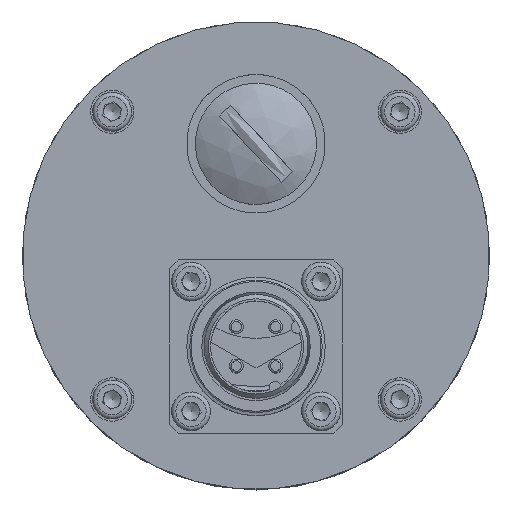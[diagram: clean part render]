
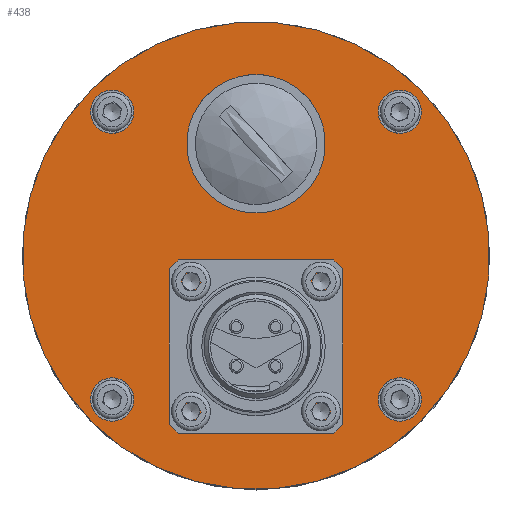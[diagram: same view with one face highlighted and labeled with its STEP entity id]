
A CAD part, top view. The second image highlights one B-rep face of the part: STEP entity #438.
In plain terms, the highlighted planar face has unit normal (0, 0, 1).
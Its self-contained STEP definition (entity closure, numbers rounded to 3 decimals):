
#46 = EDGE_LOOP ( 'NONE', ( #3168 ) ) ;
#65 = FACE_BOUND ( 'NONE', #2418, .T. ) ;
#153 = AXIS2_PLACEMENT_3D ( 'NONE', #1418, #4068, #1793 ) ;
#178 = CIRCLE ( 'NONE', #498, 2.5 ) ;
#214 = DIRECTION ( 'NONE',  ( 0.707, -0.707, 0. ) ) ;
#251 = DIRECTION ( 'NONE',  ( 0.707, -0.707, 0. ) ) ;
#318 = EDGE_CURVE ( 'NONE', #4578, #4578, #928, .T. ) ;
#325 = DIRECTION ( 'NONE',  ( 0.707, -0.707, 0. ) ) ;
#338 = EDGE_CURVE ( 'NONE', #2569, #2569, #3826, .T. ) ;
#376 = CARTESIAN_POINT ( 'NONE',  ( 0., -10.5, 23. ) ) ;
#413 = CARTESIAN_POINT ( 'NONE',  ( -6.775, -3.725, 23. ) ) ;
#438 = ADVANCED_FACE ( 'NONE', ( #3096, #1066, #65, #3986, #2973, #441, #1341, #1953, #965, #4857, #3867 ), #3480, .F. ) ;
#441 = FACE_BOUND ( 'NONE', #3125, .T. ) ;
#498 = AXIS2_PLACEMENT_3D ( 'NONE', #4869, #2604, #325 ) ;
#509 = ORIENTED_EDGE ( 'NONE', *, *, #4712, .F. ) ;
#575 = EDGE_CURVE ( 'NONE', #4451, #4451, #3922, .T. ) ;
#638 = EDGE_LOOP ( 'NONE', ( #1339 ) ) ;
#659 = EDGE_CURVE ( 'NONE', #3467, #3467, #3683, .T. ) ;
#759 = CARTESIAN_POINT ( 'NONE',  ( 0., 0., 23. ) ) ;
#760 = DIRECTION ( 'NONE',  ( 0.707, -0.707, 0. ) ) ;
#779 = CARTESIAN_POINT ( 'NONE',  ( -6.775, -18.725, 23. ) ) ;
#817 = CARTESIAN_POINT ( 'NONE',  ( 18.385, 14.849, 23. ) ) ;
#905 = EDGE_LOOP ( 'NONE', ( #509 ) ) ;
#928 = CIRCLE ( 'NONE', #4291, 1.025 ) ;
#941 = EDGE_CURVE ( 'NONE', #3239, #3239, #4737, .T. ) ;
#965 = FACE_BOUND ( 'NONE', #3889, .T. ) ;
#988 = VERTEX_POINT ( 'NONE', #817 ) ;
#1035 = CARTESIAN_POINT ( 'NONE',  ( -7.5, -18., 23. ) ) ;
#1066 = FACE_BOUND ( 'NONE', #4461, .T. ) ;
#1147 = DIRECTION ( 'NONE',  ( 0.707, -0.707, 0. ) ) ;
#1217 = AXIS2_PLACEMENT_3D ( 'NONE', #4792, #2528, #251 ) ;
#1339 = ORIENTED_EDGE ( 'NONE', *, *, #3058, .F. ) ;
#1341 = FACE_BOUND ( 'NONE', #2210, .T. ) ;
#1365 = ORIENTED_EDGE ( 'NONE', *, *, #318, .F. ) ;
#1418 = CARTESIAN_POINT ( 'NONE',  ( -16.617, -16.617, 23. ) ) ;
#1420 = DIRECTION ( 'NONE',  ( 0.707, -0.707, 0. ) ) ;
#1453 = CARTESIAN_POINT ( 'NONE',  ( 7.5, -3., 23. ) ) ;
#1459 = EDGE_CURVE ( 'NONE', #988, #988, #2714, .T. ) ;
#1562 = AXIS2_PLACEMENT_3D ( 'NONE', #1035, #3697, #1420 ) ;
#1598 = CARTESIAN_POINT ( 'NONE',  ( 18.385, -18.385, 23. ) ) ;
#1614 = AXIS2_PLACEMENT_3D ( 'NONE', #759, #3425, #1147 ) ;
#1626 = EDGE_CURVE ( 'NONE', #2890, #2890, #1999, .T. ) ;
#1719 = DIRECTION ( 'NONE',  ( 0., 0., 1. ) ) ;
#1793 = DIRECTION ( 'NONE',  ( 0.707, -0.707, 0. ) ) ;
#1825 = CARTESIAN_POINT ( 'NONE',  ( 8.225, -18.725, 23. ) ) ;
#1828 = DIRECTION ( 'NONE',  ( 0.707, -0.707, 0. ) ) ;
#1846 = CIRCLE ( 'NONE', #2799, 2.5 ) ;
#1870 = DIRECTION ( 'NONE',  ( 0., 0., 1. ) ) ;
#1892 = ORIENTED_EDGE ( 'NONE', *, *, #4840, .F. ) ;
#1953 = FACE_BOUND ( 'NONE', #905, .T. ) ;
#1999 = CIRCLE ( 'NONE', #1614, 27. ) ;
#2078 = AXIS2_PLACEMENT_3D ( 'NONE', #1453, #4109, #1828 ) ;
#2094 = AXIS2_PLACEMENT_3D ( 'NONE', #3996, #1719, #4367 ) ;
#2138 = EDGE_LOOP ( 'NONE', ( #3730 ) ) ;
#2151 = CIRCLE ( 'NONE', #153, 2.5 ) ;
#2152 = EDGE_CURVE ( 'NONE', #3557, #3557, #178, .T. ) ;
#2176 = CARTESIAN_POINT ( 'NONE',  ( 16.617, 16.617, 23. ) ) ;
#2210 = EDGE_LOOP ( 'NONE', ( #3131 ) ) ;
#2214 = CARTESIAN_POINT ( 'NONE',  ( 5.374, -15.874, 23. ) ) ;
#2265 = DIRECTION ( 'NONE',  ( 0., 0., -1. ) ) ;
#2418 = EDGE_LOOP ( 'NONE', ( #1365 ) ) ;
#2473 = VERTEX_POINT ( 'NONE', #2801 ) ;
#2489 = DIRECTION ( 'NONE',  ( 0., 0., 1. ) ) ;
#2528 = DIRECTION ( 'NONE',  ( 0., 0., 1. ) ) ;
#2563 = DIRECTION ( 'NONE',  ( 0.707, -0.707, 0. ) ) ;
#2569 = VERTEX_POINT ( 'NONE', #2214 ) ;
#2604 = DIRECTION ( 'NONE',  ( 0., 0., 1. ) ) ;
#2625 = ORIENTED_EDGE ( 'NONE', *, *, #1459, .F. ) ;
#2666 = AXIS2_PLACEMENT_3D ( 'NONE', #4524, #2265, #4910 ) ;
#2714 = CIRCLE ( 'NONE', #3249, 2.5 ) ;
#2732 = EDGE_LOOP ( 'NONE', ( #2760 ) ) ;
#2760 = ORIENTED_EDGE ( 'NONE', *, *, #941, .F. ) ;
#2799 = AXIS2_PLACEMENT_3D ( 'NONE', #4750, #2489, #214 ) ;
#2801 = CARTESIAN_POINT ( 'NONE',  ( -14.849, 14.849, 23. ) ) ;
#2890 = VERTEX_POINT ( 'NONE', #3862 ) ;
#2973 = FACE_BOUND ( 'NONE', #2138, .T. ) ;
#3042 = DIRECTION ( 'NONE',  ( 0., 0., 1. ) ) ;
#3058 = EDGE_CURVE ( 'NONE', #4184, #4184, #3592, .T. ) ;
#3096 = FACE_BOUND ( 'NONE', #3244, .T. ) ;
#3125 = EDGE_LOOP ( 'NONE', ( #2625 ) ) ;
#3131 = ORIENTED_EDGE ( 'NONE', *, *, #2152, .F. ) ;
#3168 = ORIENTED_EDGE ( 'NONE', *, *, #1626, .T. ) ;
#3239 = VERTEX_POINT ( 'NONE', #413 ) ;
#3244 = EDGE_LOOP ( 'NONE', ( #3303 ) ) ;
#3249 = AXIS2_PLACEMENT_3D ( 'NONE', #2176, #4820, #2563 ) ;
#3303 = ORIENTED_EDGE ( 'NONE', *, *, #338, .F. ) ;
#3354 = VERTEX_POINT ( 'NONE', #3573 ) ;
#3425 = DIRECTION ( 'NONE',  ( 0., 0., 1. ) ) ;
#3445 = CARTESIAN_POINT ( 'NONE',  ( 8.225, -3.725, 23. ) ) ;
#3467 = VERTEX_POINT ( 'NONE', #3445 ) ;
#3480 = PLANE ( 'NONE',  #2666 ) ;
#3557 = VERTEX_POINT ( 'NONE', #1598 ) ;
#3573 = CARTESIAN_POINT ( 'NONE',  ( -14.849, -18.385, 23. ) ) ;
#3592 = CIRCLE ( 'NONE', #1217, 8. ) ;
#3683 = CIRCLE ( 'NONE', #2078, 1.025 ) ;
#3697 = DIRECTION ( 'NONE',  ( 0., 0., 1. ) ) ;
#3730 = ORIENTED_EDGE ( 'NONE', *, *, #575, .F. ) ;
#3735 = ORIENTED_EDGE ( 'NONE', *, *, #659, .F. ) ;
#3826 = CIRCLE ( 'NONE', #4793, 7.6 ) ;
#3862 = CARTESIAN_POINT ( 'NONE',  ( 19.092, -19.092, 23. ) ) ;
#3867 = FACE_OUTER_BOUND ( 'NONE', #46, .T. ) ;
#3889 = EDGE_LOOP ( 'NONE', ( #1892 ) ) ;
#3922 = CIRCLE ( 'NONE', #1562, 1.025 ) ;
#3986 = FACE_BOUND ( 'NONE', #2732, .T. ) ;
#3996 = CARTESIAN_POINT ( 'NONE',  ( -7.5, -3., 23. ) ) ;
#4068 = DIRECTION ( 'NONE',  ( 0., 0., 1. ) ) ;
#4109 = DIRECTION ( 'NONE',  ( 0., 0., 1. ) ) ;
#4149 = CARTESIAN_POINT ( 'NONE',  ( 7.5, -18., 23. ) ) ;
#4184 = VERTEX_POINT ( 'NONE', #4263 ) ;
#4263 = CARTESIAN_POINT ( 'NONE',  ( 5.657, 7.263, 23. ) ) ;
#4291 = AXIS2_PLACEMENT_3D ( 'NONE', #4149, #1870, #4517 ) ;
#4367 = DIRECTION ( 'NONE',  ( 0.707, -0.707, 0. ) ) ;
#4451 = VERTEX_POINT ( 'NONE', #779 ) ;
#4461 = EDGE_LOOP ( 'NONE', ( #3735 ) ) ;
#4517 = DIRECTION ( 'NONE',  ( 0.707, -0.707, 0. ) ) ;
#4524 = CARTESIAN_POINT ( 'NONE',  ( 19.092, 19.092, 23. ) ) ;
#4578 = VERTEX_POINT ( 'NONE', #1825 ) ;
#4712 = EDGE_CURVE ( 'NONE', #2473, #2473, #1846, .T. ) ;
#4737 = CIRCLE ( 'NONE', #2094, 1.025 ) ;
#4750 = CARTESIAN_POINT ( 'NONE',  ( -16.617, 16.617, 23. ) ) ;
#4792 = CARTESIAN_POINT ( 'NONE',  ( 0., 12.92, 23. ) ) ;
#4793 = AXIS2_PLACEMENT_3D ( 'NONE', #376, #3042, #760 ) ;
#4820 = DIRECTION ( 'NONE',  ( 0., 0., 1. ) ) ;
#4840 = EDGE_CURVE ( 'NONE', #3354, #3354, #2151, .T. ) ;
#4857 = FACE_BOUND ( 'NONE', #638, .T. ) ;
#4869 = CARTESIAN_POINT ( 'NONE',  ( 16.617, -16.617, 23. ) ) ;
#4910 = DIRECTION ( 'NONE',  ( -0.707, 0.707, 0. ) ) ;
